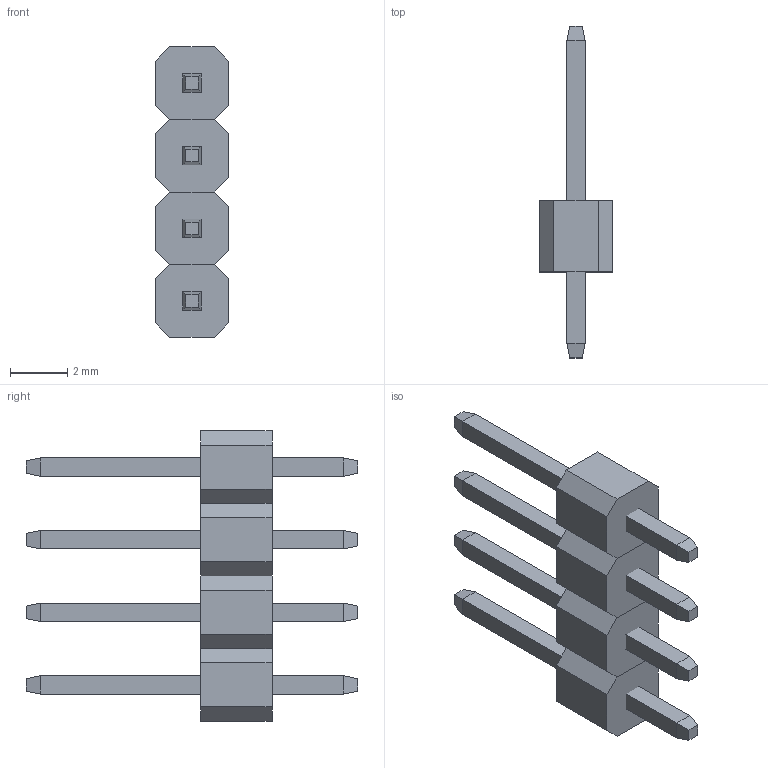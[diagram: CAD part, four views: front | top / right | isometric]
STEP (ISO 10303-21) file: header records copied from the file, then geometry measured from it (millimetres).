
FILE_DESCRIPTION (( 'STEP AP214' ), '1' );
FILE_NAME ('DS1021-1X04.STEP', '2023-01-13T13:56:40', ( '' ), ( '' ), 'SwSTEP 2.0', 'SolidWorks 2018', '' );
FILE_SCHEMA (( 'AUTOMOTIVE_DESIGN' ));
Length unit declared in the file: millimetre
Products named in the file (2): DS1021-1X04; DS1021
Assembly tree (4 placements, depth 2):
  DS1021-1X04
    DS1021  x4
Bounding box: 2.54 x 11.6 x 10.16 mm (x, y, z)
Volume: 78.1 mm3; surface area: 256.4 mm2
Topology: 8 solids, 8 shells, 96 faces, 208 edges, 128 vertices
Faces by surface type: plane 96
Entity records: 731 total; most frequent: CARTESIAN_POINT 115, DIRECTION 114, ORIENTED_EDGE 104, VECTOR 52, LINE 52, EDGE_CURVE 52, VERTEX_POINT 32, AXIS2_PLACEMENT_3D 31
